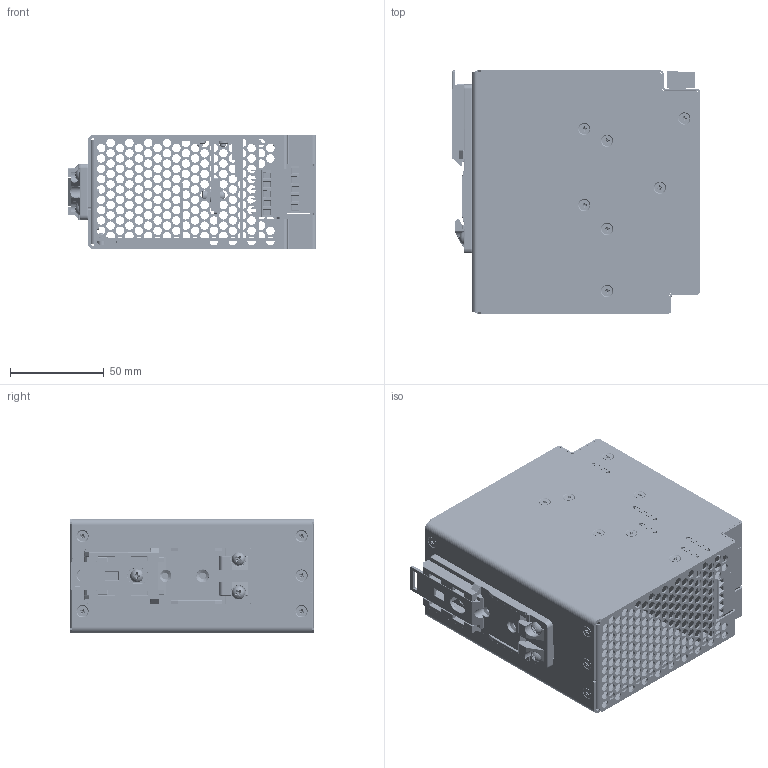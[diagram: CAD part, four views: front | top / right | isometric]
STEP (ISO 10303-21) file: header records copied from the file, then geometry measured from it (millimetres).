
FILE_DESCRIPTION(('STEP AP242'), '1');
FILE_NAME('ÀÍÆÅ.436237.023 ÑÁ - Ìîäóëü ýëåêòðîïèòàíèÿ ÊÀÍ-Ä480', '', ('UNSPECIFIED'), ('UNSPECIFIED'), 'C3D Converter', 'C3D Toolkit', '');
FILE_SCHEMA(('AP242_MANAGED_MODEL_BASED_3D_ENGINEERING_MIM_LF { 1 0 10303 442 1 1 4 }'));
Length unit declared in the file: millimetre
Products named in the file (43): АНЖЕ.436237.023; 42WUM; 3362W001; АНЖЕ.731146.013 -; АНЖЕ.301415.021; FFEC8751-5539-4943-B0D1-BDC73DBB9784; АНЖЕ.745322.108; DINKLE_3EHDRC-XXP; DINKLE_7ESDV-XXP; DINKLE_5EEHDR-XXP; DINKLE_5ESDV-XXP; АНЖЕ.301629.037; BASE_FOOT-XIAO0; SLIP_1-XIAO-K; АНЖЕ.301440.062; АНЖЕ.745312.072; АНЖЕ.301440.064; АНЖЕ.745312.073; АНЖЕ.301440.063; АНЖЕ.745418.044; АНЖЕ.757532.003; АНЖЕ.757531.003; АНЖЕ.757531.003-02; АНЖЕ.745322.109; АНЖЕ.741321.012-02
Assembly tree (74 placements, depth 4):
  АНЖЕ.436237.023
    (unnamed)
      (unnamed)
      (unnamed)
      (unnamed)
      (unnamed)
      (unnamed)
      42WUM
      3362W001
      АНЖЕ.731146.013 -  x2
      АНЖЕ.301415.021
        FFEC8751-5539-4943-B0D1-BDC73DBB9784
        АНЖЕ.745322.108
        (unnamed)
        (unnamed)  x2
        (unnamed)
        (unnamed)
      DINKLE_3EHDRC-XXP
      DINKLE_7ESDV-XXP
      DINKLE_5EEHDR-XXP
      DINKLE_5ESDV-XXP  x2
    АНЖЕ.301629.037
      BASE_FOOT-XIAO0
      SLIP_1-XIAO-K
    АНЖЕ.301440.062
      АНЖЕ.745312.072
      (unnamed)  x2
      (unnamed)  x4
    (unnamed)  x4
    АНЖЕ.301440.064
      АНЖЕ.745312.073
      (unnamed)
    (unnamed)
    (unnamed)  x13
    АНЖЕ.301440.063
      АНЖЕ.745418.044
      (unnamed)  x6
    (unnamed)  x2
    (unnamed)  x4
    АНЖЕ.757532.003
    АНЖЕ.757531.003
    АНЖЕ.757531.003-02
    АНЖЕ.745322.109
    АНЖЕ.741321.012-02
Bounding box: 132 x 129.5 x 60.5 mm (x, y, z)
Volume: 184242.1 mm3; surface area: 260633.2 mm2
Topology: 74 solids, 74 shells, 4982 faces, 13532 edges, 8919 vertices
Faces by surface type: plane 2982, cylinder 1373, cone 211, torus 170, bspline 151, sphere 95
Full cylindrical faces by diameter (mm): 0.254 x2, 0.305 x1, 0.406 x1, 0.457 x3, 0.66 x1, 1.4 x1, 1.6 x10, 2.459 x18, 2.49 x3, 2.5 x10, 2.845 x1, 2.946 x1, 3 x20, 3.2 x10, 3.242 x3, 3.4 x4, 3.45 x1, 3.5 x2, 3.505 x1, 3.85 x10, 3.94 x3, 4 x11, 4.05 x26, 4.19 x4, 4.2 x13, 4.22 x6, 4.5 x369, 5 x4, 5.38 x3, 5.4 x3
Entity records: 164289 total; most frequent: CARTESIAN_POINT 50282, ORIENTED_EDGE 19508, DIRECTION 19110, EDGE_CURVE 9754, VERTEX_POINT 6746, AXIS2_PLACEMENT_3D 6524, LINE 6062, VECTOR 6062
